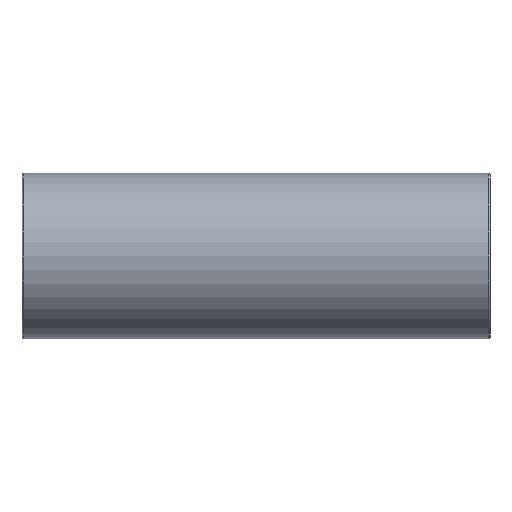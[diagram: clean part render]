
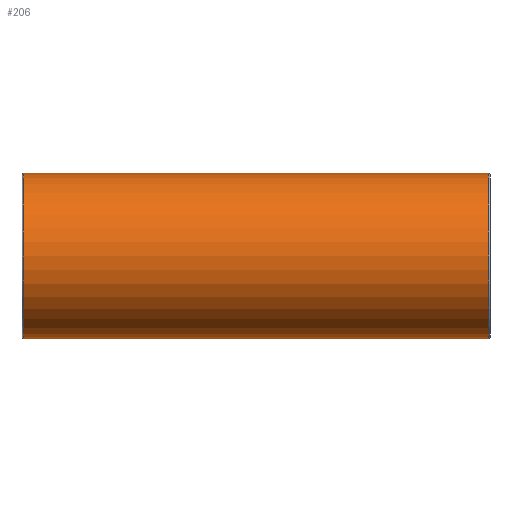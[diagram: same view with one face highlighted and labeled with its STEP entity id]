
A CAD part, front view. The second image highlights one B-rep face of the part: STEP entity #206.
In plain terms, the highlighted cylindrical face has radius 21.2 mm (diameter 42.4 mm), a partial arc.
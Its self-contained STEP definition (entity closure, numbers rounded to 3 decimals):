
#2 = DIRECTION ( 'NONE',  ( -1., 0., 0. ) ) ;
#20 = CIRCLE ( 'NONE', #326, 21.2 ) ;
#29 = LINE ( 'NONE', #86, #240 ) ;
#33 = CARTESIAN_POINT ( 'NONE',  ( 59.7, 0., -21.2 ) ) ;
#36 = CYLINDRICAL_SURFACE ( 'NONE', #89, 21.2 ) ;
#47 = ORIENTED_EDGE ( 'NONE', *, *, #61, .T. ) ;
#52 = CIRCLE ( 'NONE', #263, 21.2 ) ;
#54 = EDGE_CURVE ( 'NONE', #254, #309, #20, .T. ) ;
#61 = EDGE_CURVE ( 'NONE', #100, #149, #52, .T. ) ;
#63 = DIRECTION ( 'NONE',  ( 0., 0., 1. ) ) ;
#86 = CARTESIAN_POINT ( 'NONE',  ( 60., 0., -21.2 ) ) ;
#89 = AXIS2_PLACEMENT_3D ( 'NONE', #174, #274, #63 ) ;
#94 = CARTESIAN_POINT ( 'NONE',  ( 59.7, 0., 21.2 ) ) ;
#100 = VERTEX_POINT ( 'NONE', #218 ) ;
#119 = CARTESIAN_POINT ( 'NONE',  ( -59.7, 0., 0. ) ) ;
#142 = CARTESIAN_POINT ( 'NONE',  ( 60., 0., 21.2 ) ) ;
#148 = VECTOR ( 'NONE', #252, 1000. ) ;
#149 = VERTEX_POINT ( 'NONE', #221 ) ;
#171 = CARTESIAN_POINT ( 'NONE',  ( 59.7, 0., 0. ) ) ;
#174 = CARTESIAN_POINT ( 'NONE',  ( 60., 0., 0. ) ) ;
#180 = EDGE_CURVE ( 'NONE', #254, #149, #29, .T. ) ;
#186 = ORIENTED_EDGE ( 'NONE', *, *, #180, .F. ) ;
#201 = DIRECTION ( 'NONE',  ( 0., 0., -1. ) ) ;
#206 = ADVANCED_FACE ( 'NONE', ( #226 ), #36, .T. ) ;
#207 = EDGE_LOOP ( 'NONE', ( #186, #283, #278, #47 ) ) ;
#215 = EDGE_CURVE ( 'NONE', #309, #100, #329, .T. ) ;
#218 = CARTESIAN_POINT ( 'NONE',  ( -59.7, 0., 21.2 ) ) ;
#221 = CARTESIAN_POINT ( 'NONE',  ( -59.7, 0., -21.2 ) ) ;
#226 = FACE_OUTER_BOUND ( 'NONE', #207, .T. ) ;
#229 = DIRECTION ( 'NONE',  ( -1., 0., 0. ) ) ;
#240 = VECTOR ( 'NONE', #2, 1000. ) ;
#252 = DIRECTION ( 'NONE',  ( -1., 0., 0. ) ) ;
#254 = VERTEX_POINT ( 'NONE', #33 ) ;
#263 = AXIS2_PLACEMENT_3D ( 'NONE', #119, #334, #201 ) ;
#274 = DIRECTION ( 'NONE',  ( -1., 0., 0. ) ) ;
#278 = ORIENTED_EDGE ( 'NONE', *, *, #215, .T. ) ;
#283 = ORIENTED_EDGE ( 'NONE', *, *, #54, .T. ) ;
#307 = DIRECTION ( 'NONE',  ( 0., 0., -1. ) ) ;
#309 = VERTEX_POINT ( 'NONE', #94 ) ;
#326 = AXIS2_PLACEMENT_3D ( 'NONE', #171, #229, #307 ) ;
#329 = LINE ( 'NONE', #142, #148 ) ;
#334 = DIRECTION ( 'NONE',  ( 1., 0., 0. ) ) ;
